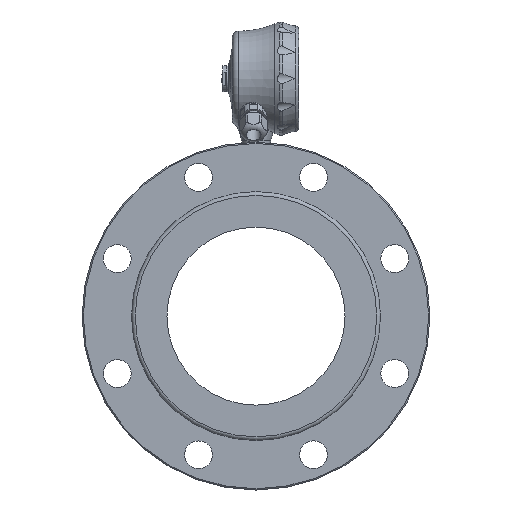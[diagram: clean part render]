
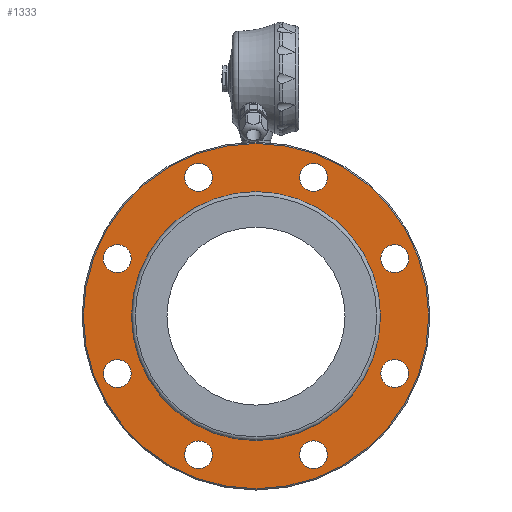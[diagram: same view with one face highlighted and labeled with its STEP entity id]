
A CAD part, front view. The second image highlights one B-rep face of the part: STEP entity #1333.
In plain terms, the highlighted planar face has unit normal (0, -1, 0).
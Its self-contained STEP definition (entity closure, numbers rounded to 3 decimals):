
#1333 = ADVANCED_FACE( '', ( #2880, #2881, #2882, #2883, #2884, #2885, #2886, #2887, #2888, #2889 ), #2890, .T. );
#2880 = FACE_OUTER_BOUND( '', #5235, .T. );
#2881 = FACE_BOUND( '', #5236, .T. );
#2882 = FACE_BOUND( '', #5237, .T. );
#2883 = FACE_BOUND( '', #5238, .T. );
#2884 = FACE_BOUND( '', #5239, .T. );
#2885 = FACE_BOUND( '', #5240, .T. );
#2886 = FACE_BOUND( '', #5241, .T. );
#2887 = FACE_BOUND( '', #5242, .T. );
#2888 = FACE_BOUND( '', #5243, .T. );
#2889 = FACE_BOUND( '', #5244, .T. );
#2890 = PLANE( '', #5245 );
#5235 = EDGE_LOOP( '', ( #9123 ) );
#5236 = EDGE_LOOP( '', ( #9124 ) );
#5237 = EDGE_LOOP( '', ( #9125 ) );
#5238 = EDGE_LOOP( '', ( #9126 ) );
#5239 = EDGE_LOOP( '', ( #9127 ) );
#5240 = EDGE_LOOP( '', ( #9128 ) );
#5241 = EDGE_LOOP( '', ( #9129 ) );
#5242 = EDGE_LOOP( '', ( #9130 ) );
#5243 = EDGE_LOOP( '', ( #9131 ) );
#5244 = EDGE_LOOP( '', ( #9132 ) );
#5245 = AXIS2_PLACEMENT_3D( '', #9133, #9134, #9135 );
#9123 = ORIENTED_EDGE( '', *, *, #10938, .T. );
#9124 = ORIENTED_EDGE( '', *, *, #10419, .F. );
#9125 = ORIENTED_EDGE( '', *, *, #11169, .F. );
#9126 = ORIENTED_EDGE( '', *, *, #11672, .F. );
#9127 = ORIENTED_EDGE( '', *, *, #10517, .F. );
#9128 = ORIENTED_EDGE( '', *, *, #11051, .F. );
#9129 = ORIENTED_EDGE( '', *, *, #11452, .F. );
#9130 = ORIENTED_EDGE( '', *, *, #11824, .F. );
#9131 = ORIENTED_EDGE( '', *, *, #11825, .F. );
#9132 = ORIENTED_EDGE( '', *, *, #11269, .F. );
#9133 = CARTESIAN_POINT( '', ( 0., -142., 100. ) );
#9134 = DIRECTION( '', ( 0., -1., 0. ) );
#9135 = DIRECTION( '', ( 0., 0., 1. ) );
#10419 = EDGE_CURVE( '', #12296, #12296, #12297, .T. );
#10517 = EDGE_CURVE( '', #12469, #12469, #12470, .T. );
#10938 = EDGE_CURVE( '', #13186, #13186, #13187, .T. );
#11051 = EDGE_CURVE( '', #13366, #13366, #13367, .T. );
#11169 = EDGE_CURVE( '', #13542, #13542, #13543, .T. );
#11269 = EDGE_CURVE( '', #13686, #13686, #13687, .T. );
#11452 = EDGE_CURVE( '', #13946, #13946, #13947, .T. );
#11672 = EDGE_CURVE( '', #14227, #14227, #14228, .T. );
#11824 = EDGE_CURVE( '', #14412, #14412, #14413, .T. );
#11825 = EDGE_CURVE( '', #14414, #14414, #14415, .T. );
#12296 = VERTEX_POINT( '', #15263 );
#12297 = CIRCLE( '', #15264, 11.2 );
#12469 = VERTEX_POINT( '', #15894 );
#12470 = CIRCLE( '', #15895, 11.2 );
#13186 = VERTEX_POINT( '', #17516 );
#13187 = CIRCLE( '', #17517, 138.7 );
#13366 = VERTEX_POINT( '', #17818 );
#13367 = CIRCLE( '', #17819, 11.2 );
#13542 = VERTEX_POINT( '', #18275 );
#13543 = CIRCLE( '', #18276, 11.2 );
#13686 = VERTEX_POINT( '', #18819 );
#13687 = CIRCLE( '', #18820, 100. );
#13946 = VERTEX_POINT( '', #19501 );
#13947 = CIRCLE( '', #19502, 11.2 );
#14227 = VERTEX_POINT( '', #20186 );
#14228 = CIRCLE( '', #20187, 11.2 );
#14412 = VERTEX_POINT( '', #20764 );
#14413 = CIRCLE( '', #20765, 11.2 );
#14414 = VERTEX_POINT( '', #20766 );
#14415 = CIRCLE( '', #20767, 11.2 );
#15263 = CARTESIAN_POINT( '', ( 103.546, -142., 54.09 ) );
#15264 = AXIS2_PLACEMENT_3D( '', #21644, #21645, #21646 );
#15894 = CARTESIAN_POINT( '', ( -34.971, -142., -111.466 ) );
#15895 = AXIS2_PLACEMENT_3D( '', #21726, #21727, #21728 );
#17516 = CARTESIAN_POINT( '', ( 0., -142., 138.7 ) );
#17517 = AXIS2_PLACEMENT_3D( '', #22213, #22214, #22215 );
#17818 = CARTESIAN_POINT( '', ( -103.546, -142., -54.09 ) );
#17819 = AXIS2_PLACEMENT_3D( '', #22343, #22344, #22345 );
#18275 = CARTESIAN_POINT( '', ( 111.466, -142., -34.971 ) );
#18276 = AXIS2_PLACEMENT_3D( '', #22452, #22453, #22454 );
#18819 = CARTESIAN_POINT( '', ( 0., -142., 100. ) );
#18820 = AXIS2_PLACEMENT_3D( '', #22557, #22558, #22559 );
#19501 = CARTESIAN_POINT( '', ( -111.466, -142., 34.971 ) );
#19502 = AXIS2_PLACEMENT_3D( '', #22813, #22814, #22815 );
#20186 = CARTESIAN_POINT( '', ( 54.09, -142., -103.546 ) );
#20187 = AXIS2_PLACEMENT_3D( '', #23021, #23022, #23023 );
#20764 = CARTESIAN_POINT( '', ( -54.09, -142., 103.546 ) );
#20765 = AXIS2_PLACEMENT_3D( '', #23151, #23152, #23153 );
#20766 = CARTESIAN_POINT( '', ( 34.971, -142., 111.466 ) );
#20767 = AXIS2_PLACEMENT_3D( '', #23154, #23155, #23156 );
#21644 = CARTESIAN_POINT( '', ( 111.466, -142., 46.171 ) );
#21645 = DIRECTION( '', ( 0., -1., 0. ) );
#21646 = DIRECTION( '', ( -0.707, 0., 0.707 ) );
#21726 = CARTESIAN_POINT( '', ( -46.171, -142., -111.466 ) );
#21727 = DIRECTION( '', ( 0., -1., 0. ) );
#21728 = DIRECTION( '', ( 1., 0., 0. ) );
#22213 = CARTESIAN_POINT( '', ( 0., -142., 0. ) );
#22214 = DIRECTION( '', ( 0., -1., 0. ) );
#22215 = DIRECTION( '', ( 0., 0., 1. ) );
#22343 = CARTESIAN_POINT( '', ( -111.466, -142., -46.171 ) );
#22344 = DIRECTION( '', ( 0., -1., 0. ) );
#22345 = DIRECTION( '', ( 0.707, 0., -0.707 ) );
#22452 = CARTESIAN_POINT( '', ( 111.466, -142., -46.171 ) );
#22453 = DIRECTION( '', ( 0., -1., 0. ) );
#22454 = DIRECTION( '', ( 0., 0., 1. ) );
#22557 = CARTESIAN_POINT( '', ( 0., -142., 0. ) );
#22558 = DIRECTION( '', ( 0., -1., 0. ) );
#22559 = DIRECTION( '', ( 0., 0., 1. ) );
#22813 = CARTESIAN_POINT( '', ( -111.466, -142., 46.171 ) );
#22814 = DIRECTION( '', ( 0., -1., 0. ) );
#22815 = DIRECTION( '', ( 0., 0., -1. ) );
#23021 = CARTESIAN_POINT( '', ( 46.171, -142., -111.466 ) );
#23022 = DIRECTION( '', ( 0., -1., 0. ) );
#23023 = DIRECTION( '', ( 0.707, 0., 0.707 ) );
#23151 = CARTESIAN_POINT( '', ( -46.171, -142., 111.466 ) );
#23152 = DIRECTION( '', ( 0., -1., 0. ) );
#23153 = DIRECTION( '', ( -0.707, 0., -0.707 ) );
#23154 = CARTESIAN_POINT( '', ( 46.171, -142., 111.466 ) );
#23155 = DIRECTION( '', ( 0., -1., 0. ) );
#23156 = DIRECTION( '', ( -1., 0., 0. ) );
